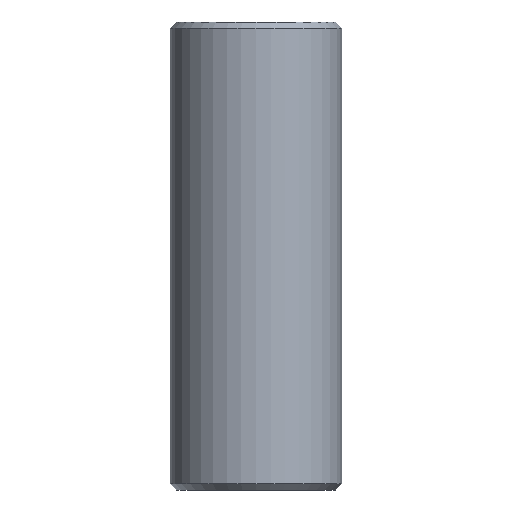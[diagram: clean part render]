
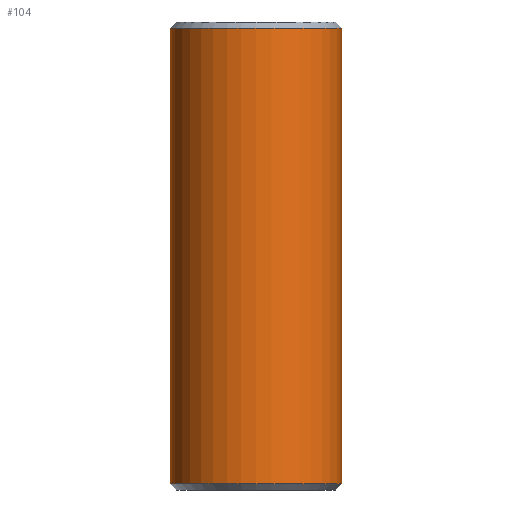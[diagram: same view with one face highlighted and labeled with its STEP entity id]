
A CAD part, front view. The second image highlights one B-rep face of the part: STEP entity #104.
In plain terms, the highlighted cylindrical face has radius 5.5 mm (diameter 11 mm), a partial arc.
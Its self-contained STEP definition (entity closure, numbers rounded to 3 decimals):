
#11 = CIRCLE ( 'NONE', #266, 5.5 ) ;
#14 = ORIENTED_EDGE ( 'NONE', *, *, #297, .T. ) ;
#33 = CYLINDRICAL_SURFACE ( 'NONE', #58, 5.5 ) ;
#38 = ORIENTED_EDGE ( 'NONE', *, *, #257, .T. ) ;
#40 = DIRECTION ( 'NONE',  ( 0., 0., -1. ) ) ;
#47 = EDGE_CURVE ( 'NONE', #377, #440, #182, .T. ) ;
#52 = CARTESIAN_POINT ( 'NONE',  ( -5.5, 0., -14.6 ) ) ;
#58 = AXIS2_PLACEMENT_3D ( 'NONE', #213, #82, #315 ) ;
#82 = DIRECTION ( 'NONE',  ( 0., 0., -1. ) ) ;
#88 = VECTOR ( 'NONE', #116, 1000. ) ;
#90 = ORIENTED_EDGE ( 'NONE', *, *, #47, .T. ) ;
#96 = CARTESIAN_POINT ( 'NONE',  ( 0., 0., -14.6 ) ) ;
#99 = CARTESIAN_POINT ( 'NONE',  ( -5.5, 0., 15. ) ) ;
#104 = ADVANCED_FACE ( 'NONE', ( #159 ), #33, .T. ) ;
#116 = DIRECTION ( 'NONE',  ( 0., 0., -1. ) ) ;
#128 = EDGE_LOOP ( 'NONE', ( #412, #14, #90, #38 ) ) ;
#159 = FACE_OUTER_BOUND ( 'NONE', #128, .T. ) ;
#182 = LINE ( 'NONE', #99, #88 ) ;
#183 = DIRECTION ( 'NONE',  ( 0., 0., 1. ) ) ;
#189 = DIRECTION ( 'NONE',  ( 1., 0., 0. ) ) ;
#206 = VERTEX_POINT ( 'NONE', #233 ) ;
#213 = CARTESIAN_POINT ( 'NONE',  ( 0., 0., 15. ) ) ;
#230 = EDGE_CURVE ( 'NONE', #356, #206, #367, .T. ) ;
#233 = CARTESIAN_POINT ( 'NONE',  ( 5.5, 0., -14.6 ) ) ;
#248 = CARTESIAN_POINT ( 'NONE',  ( -5.5, 0., 14.6 ) ) ;
#255 = CARTESIAN_POINT ( 'NONE',  ( 5.5, 0., 15. ) ) ;
#257 = EDGE_CURVE ( 'NONE', #440, #206, #11, .T. ) ;
#266 = AXIS2_PLACEMENT_3D ( 'NONE', #96, #183, #348 ) ;
#287 = DIRECTION ( 'NONE',  ( 0., 0., -1. ) ) ;
#297 = EDGE_CURVE ( 'NONE', #356, #377, #334, .T. ) ;
#315 = DIRECTION ( 'NONE',  ( -1., 0., 0. ) ) ;
#322 = CARTESIAN_POINT ( 'NONE',  ( 0., 0., 14.6 ) ) ;
#334 = CIRCLE ( 'NONE', #382, 5.5 ) ;
#348 = DIRECTION ( 'NONE',  ( 1., 0., 0. ) ) ;
#353 = CARTESIAN_POINT ( 'NONE',  ( 5.5, 0., 14.6 ) ) ;
#356 = VERTEX_POINT ( 'NONE', #353 ) ;
#367 = LINE ( 'NONE', #255, #448 ) ;
#377 = VERTEX_POINT ( 'NONE', #248 ) ;
#382 = AXIS2_PLACEMENT_3D ( 'NONE', #322, #40, #189 ) ;
#412 = ORIENTED_EDGE ( 'NONE', *, *, #230, .F. ) ;
#440 = VERTEX_POINT ( 'NONE', #52 ) ;
#448 = VECTOR ( 'NONE', #287, 1000. ) ;
